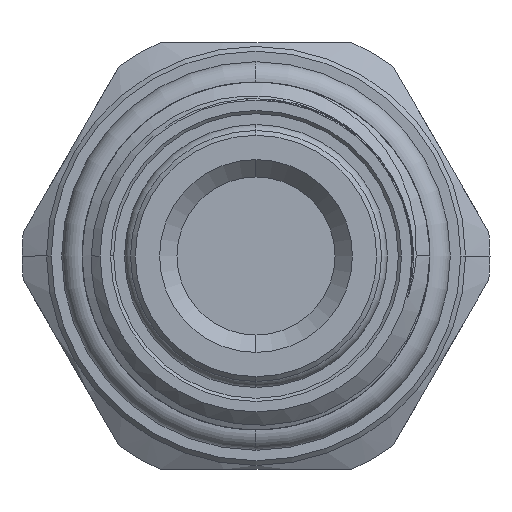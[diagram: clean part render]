
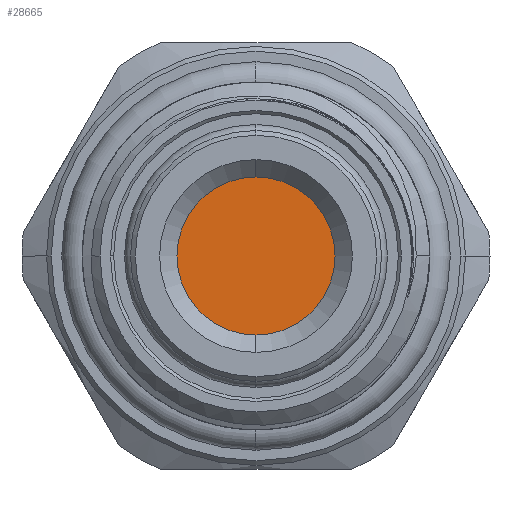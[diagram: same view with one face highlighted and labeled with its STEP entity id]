
A CAD part, left-side view. The second image highlights one B-rep face of the part: STEP entity #28665.
In plain terms, the highlighted planar face has unit normal (-1, 0, 0).
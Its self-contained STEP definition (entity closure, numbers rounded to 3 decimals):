
#408 = AXIS2_PLACEMENT_3D ( 'NONE', #9338, #25530, #33630 ) ;
#1622 = CARTESIAN_POINT ( 'NONE',  ( -10.632, 0., 0. ) ) ;
#1745 = DIRECTION ( 'NONE',  ( -1., 0., 0. ) ) ;
#3111 = DIRECTION ( 'NONE',  ( -1., 0., 0. ) ) ;
#4470 = CARTESIAN_POINT ( 'NONE',  ( -10.632, 0., -5. ) ) ;
#6649 = PLANE ( 'NONE',  #33933 ) ;
#7598 = VERTEX_POINT ( 'NONE', #4470 ) ;
#9338 = CARTESIAN_POINT ( 'NONE',  ( -10.632, 0., 0. ) ) ;
#11014 = CARTESIAN_POINT ( 'NONE',  ( -10.632, 0., 5. ) ) ;
#11959 = EDGE_CURVE ( 'NONE', #16202, #7598, #21711, .T. ) ;
#14573 = EDGE_LOOP ( 'NONE', ( #24384, #27396 ) ) ;
#14733 = DIRECTION ( 'NONE',  ( 0., 0., 1. ) ) ;
#16202 = VERTEX_POINT ( 'NONE', #11014 ) ;
#16684 = CARTESIAN_POINT ( 'NONE',  ( -10.632, 0., 0. ) ) ;
#21711 = CIRCLE ( 'NONE', #408, 5. ) ;
#21975 = DIRECTION ( 'NONE',  ( 0., 0., 1. ) ) ;
#22544 = FACE_OUTER_BOUND ( 'NONE', #14573, .T. ) ;
#23807 = AXIS2_PLACEMENT_3D ( 'NONE', #16684, #3111, #21975 ) ;
#24384 = ORIENTED_EDGE ( 'NONE', *, *, #11959, .T. ) ;
#25530 = DIRECTION ( 'NONE',  ( -1., 0., 0. ) ) ;
#27396 = ORIENTED_EDGE ( 'NONE', *, *, #27641, .T. ) ;
#27641 = EDGE_CURVE ( 'NONE', #7598, #16202, #34453, .T. ) ;
#28665 = ADVANCED_FACE ( 'NONE', ( #22544 ), #6649, .T. ) ;
#33630 = DIRECTION ( 'NONE',  ( 0., 0., 1. ) ) ;
#33933 = AXIS2_PLACEMENT_3D ( 'NONE', #1622, #1745, #14733 ) ;
#34453 = CIRCLE ( 'NONE', #23807, 5. ) ;
